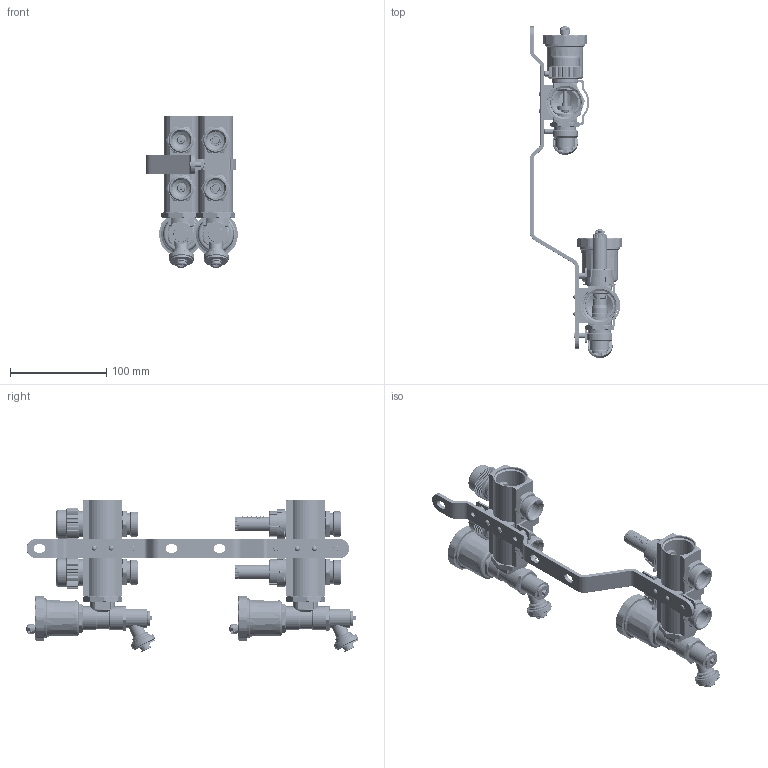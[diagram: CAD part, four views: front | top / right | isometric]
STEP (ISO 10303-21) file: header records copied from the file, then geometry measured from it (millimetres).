
FILE_DESCRIPTION (( 'STEP AP203' ), '1' );
FILE_NAME ('6340257.STEP', '2023-11-16T08:36:07', ( 'ASUS' ), ( '' ), 'SwSTEP 2.0', 'SolidWorks 2015', '' );
FILE_SCHEMA (( 'CONFIG_CONTROL_DESIGN' ));
Length unit declared in the file: millimetre
Products named in the file (65): ON045EX  O型圈17.2X2.4; O型圈22.5x2.6; 6340257; 634403011; 623305050; 607703050; 634403060; 633903020; 618803029; 611803025; O型圈11.7x1.9; M6X12X15.5坋趼攫芛蹟隊; 602203030ѹñ; 619235059; 613303040; 60220324; 607703030; 607703040; 6344031; 602203050; 634403040; TN0905.7X3菜蹋; 354505011R; ON157E  O型圈3x3; O型圈12x2.5; 623305070; 607703010; O型圈3.5x2.3; 611803055; 18.5; 623305061; ON050  17.5X2.2; 6339030; 634403050; 63402572; 13.5; 353605020G; 634905030R; 611803095; 602203080- ...
Assembly tree (79 placements, depth 4):
  6340257
    63402571
      634025010R
      619235059  x2
      ON050  17.5X2.2
      O型圈  14x3
      6344031  x2
        634403011
        634403031
        634403060
        苤菜え
        611803025
        611803055
        634403090
        634403040
        634403050
        ON045EX  O型圈17.2X2.4
        O型圈11.7x1.9
        O型圈3.5x2.3
        ON157E  O型圈3x3
        611803095
      613303040  x2
    63402572
      634025010R
      633725020S  x2
      ON050  17.5X2.2  x2
      6339030  x2
        607703010
        633903020
        607703040
        607703030
        607703060
        607703050
        O型圈12x1.6
        O型圈11x1.5
        O型圈12x2.5
        O型圈22.5x2.6
        綻伎杶
        607703070
    6362050
      634905030R  x2
      634805040  x2
      M6X12X15.5坋趼攫芛蹟隊  x4
      354505011R
    6413050  x2
      641305010S
      353605020G
      O型圈27X3.5   ON271
      62331
        623305050
        623305061
        623305070
        623305090
        18.5
        13.5
        錨璃1
      60220324
        612203010S
        618803029
        602203030ѹñ
Bounding box: 95.84 x 344.74 x 157.7 mm (x, y, z)
Volume: 342392.6 mm3; surface area: 280571.2 mm2
Topology: 141 solids, 141 shells, 4393 faces, 10949 edges, 6954 vertices
Faces by surface type: cylinder 1769, plane 1584, cone 634, torus 234, bspline 160, sphere 12
Entity records: 98399 total; most frequent: CARTESIAN_POINT 37540, DIRECTION 11440, ORIENTED_EDGE 11112, EDGE_CURVE 5556, AXIS2_PLACEMENT_3D 4496, VERTEX_POINT 3525, LINE 2448, VECTOR 2448
